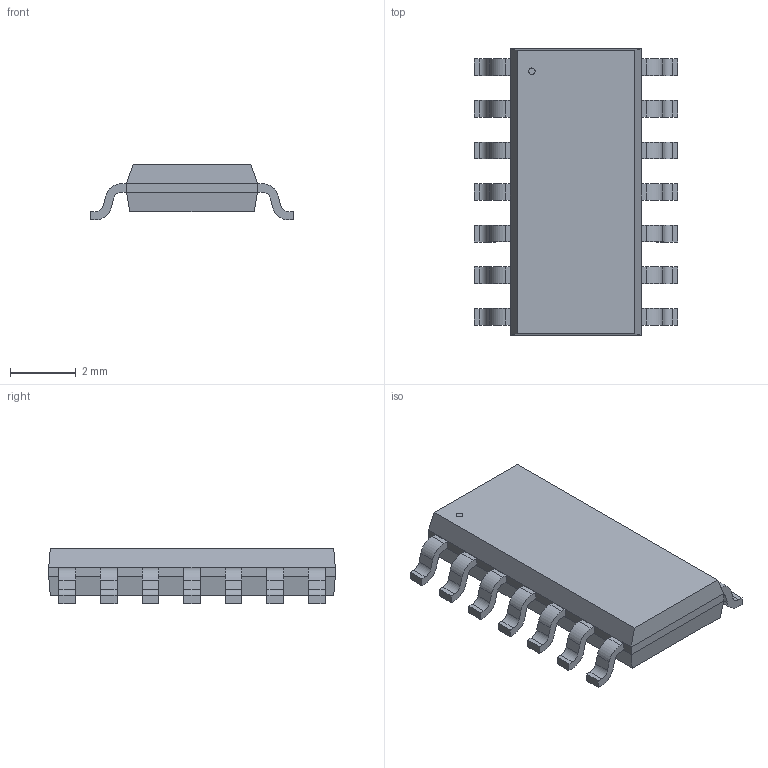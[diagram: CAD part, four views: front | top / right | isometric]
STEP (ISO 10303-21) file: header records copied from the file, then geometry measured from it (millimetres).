
FILE_DESCRIPTION(('STEP AP214'),'1');
FILE_NAME('14S1-L','2019-12-26T17:57:46',(''),(''),'','','');
FILE_SCHEMA(('AUTOMOTIVE_DESIGN'));
Length unit declared in the file: millimetre
Products named in the file (1): product
Bounding box: 6.2 x 8.75 x 1.7 mm (x, y, z)
Volume: 51.7 mm3; surface area: 138.6 mm2
Topology: 16 solids, 16 shells, 213 faces, 535 edges, 354 vertices
Faces by surface type: plane 156, cylinder 57
Full cylindrical faces by diameter (mm): 0.2 x1
Entity records: 6096 total; most frequent: DIRECTION 1078, ORIENTED_EDGE 1068, CARTESIAN_POINT 627, EDGE_CURVE 534, LINE 420, VECTOR 420, VERTEX_POINT 354, AXIS2_PLACEMENT_3D 329
